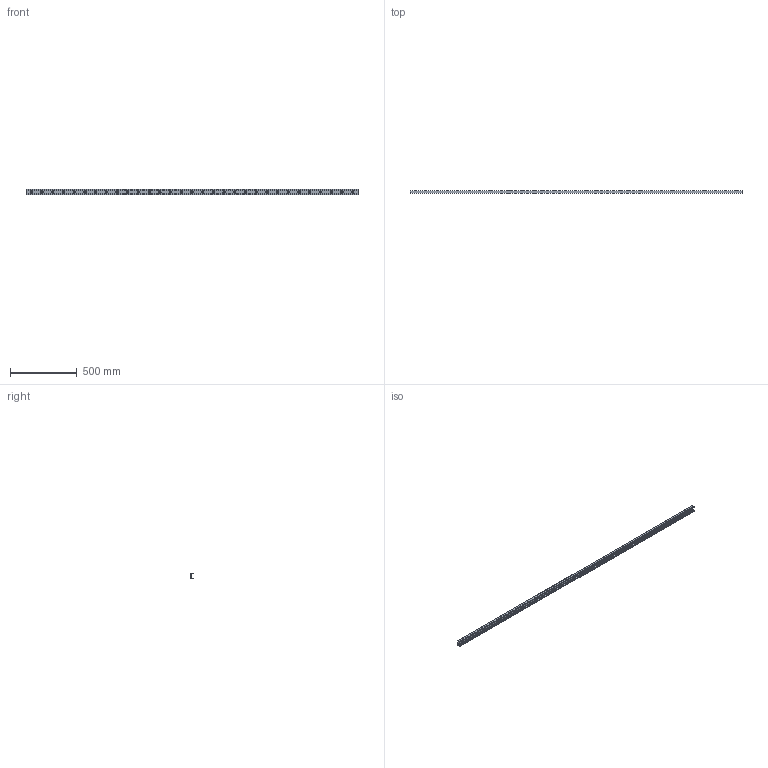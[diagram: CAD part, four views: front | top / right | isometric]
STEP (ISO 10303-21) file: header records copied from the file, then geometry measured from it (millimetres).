
FILE_DESCRIPTION((''),'2;1');
FILE_NAME('LCX 43-2480.V.stp','2016-04-28T14:53:30',('MRathmann'),(''),'Autodesk Inventor 2012','Autodesk Inventor 2012','');
FILE_SCHEMA(('CONFIG_CONTROL_DESIGN'));
Length unit declared in the file: millimetre
Products named in the file (1): LCX 43-2480.V
Bounding box: 2480 x 21 x 43 mm (x, y, z)
Volume: 847610.2 mm3; surface area: 394719.7 mm2
Topology: 1 solids, 1 shells, 90 faces, 233 edges, 145 vertices
Faces by surface type: cylinder 44, cone 31, plane 15
Full cylindrical faces by diameter (mm): 8.5 x31
Entity records: 2608 total; most frequent: DIRECTION 472, CARTESIAN_POINT 407, ORIENTED_EDGE 342, EDGE_LOOP 214, AXIS2_PLACEMENT_3D 210, EDGE_CURVE 171, VERTEX_POINT 145, FACE_BOUND 124
